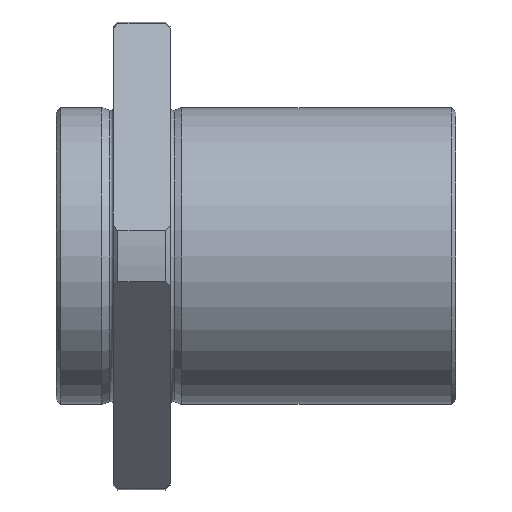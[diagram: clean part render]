
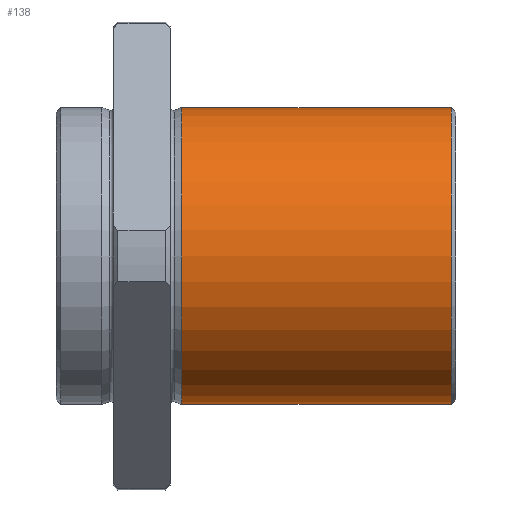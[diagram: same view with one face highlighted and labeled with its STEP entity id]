
A CAD part, front view. The second image highlights one B-rep face of the part: STEP entity #138.
In plain terms, the highlighted cylindrical face has radius 26 mm (diameter 52 mm), a full revolution.
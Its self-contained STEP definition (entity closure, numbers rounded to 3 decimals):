
#138 = ADVANCED_FACE( '', ( #303, #304 ), #305, .T. );
#303 = FACE_OUTER_BOUND( '', #481, .T. );
#304 = FACE_OUTER_BOUND( '', #482, .T. );
#305 = CYLINDRICAL_SURFACE( '', #483, 26. );
#481 = EDGE_LOOP( '', ( #741 ) );
#482 = EDGE_LOOP( '', ( #742 ) );
#483 = AXIS2_PLACEMENT_3D( '', #743, #744, #745 );
#741 = ORIENTED_EDGE( '', *, *, #971, .T. );
#742 = ORIENTED_EDGE( '', *, *, #955, .F. );
#743 = CARTESIAN_POINT( '', ( 70., 0., 0. ) );
#744 = DIRECTION( '', ( -1., 0., 0. ) );
#745 = DIRECTION( '', ( 0., 0., -1. ) );
#955 = EDGE_CURVE( '', #1126, #1126, #1127, .T. );
#971 = EDGE_CURVE( '', #1148, #1148, #1149, .T. );
#1126 = VERTEX_POINT( '', #1360 );
#1127 = CIRCLE( '', #1361, 26. );
#1148 = VERTEX_POINT( '', #1382 );
#1149 = CIRCLE( '', #1383, 26. );
#1360 = CARTESIAN_POINT( '', ( 69.2, 0., -26. ) );
#1361 = AXIS2_PLACEMENT_3D( '', #1541, #1542, #1543 );
#1382 = CARTESIAN_POINT( '', ( 22., 0., -26. ) );
#1383 = AXIS2_PLACEMENT_3D( '', #1565, #1566, #1567 );
#1541 = CARTESIAN_POINT( '', ( 69.2, 0., 0. ) );
#1542 = DIRECTION( '', ( 1., 0., 0. ) );
#1543 = DIRECTION( '', ( 0., 0., -1. ) );
#1565 = CARTESIAN_POINT( '', ( 22., 0., 0. ) );
#1566 = DIRECTION( '', ( 1., 0., 0. ) );
#1567 = DIRECTION( '', ( 0., 0., -1. ) );
